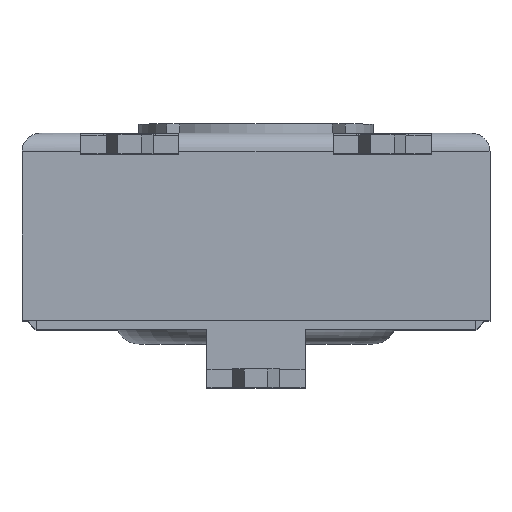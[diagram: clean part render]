
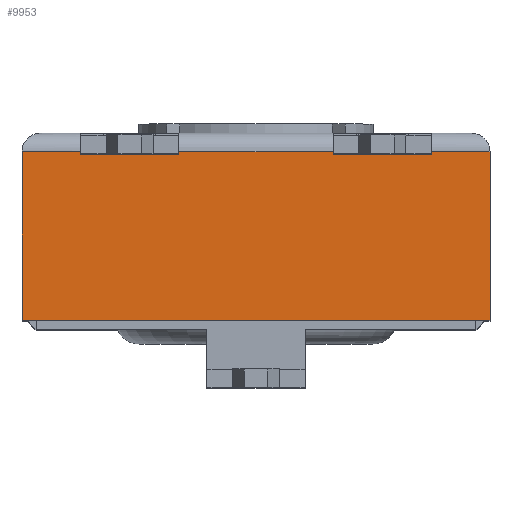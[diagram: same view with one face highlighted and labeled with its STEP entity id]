
A CAD part, top view. The second image highlights one B-rep face of the part: STEP entity #9953.
In plain terms, the highlighted planar face has unit normal (0, 0, 1).
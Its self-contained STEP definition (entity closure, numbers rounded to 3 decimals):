
#120 = DIRECTION ( 'NONE',  ( -1., 0., 0. ) ) ;
#121 = VECTOR ( 'NONE', #120, 1000. ) ;
#122 = CARTESIAN_POINT ( 'NONE',  ( -6.397, 3.55, 1.719 ) ) ;
#123 = LINE ( 'NONE', #122, #121 ) ;
#416 = CARTESIAN_POINT ( 'NONE',  ( 1.103, 3.6, 1.719 ) ) ;
#417 = DIRECTION ( 'NONE',  ( -1., 0., 0. ) ) ;
#418 = VECTOR ( 'NONE', #417, 1000. ) ;
#419 = CARTESIAN_POINT ( 'NONE',  ( -7.647, 3.6, 1.719 ) ) ;
#420 = LINE ( 'NONE', #419, #418 ) ;
#470 = DIRECTION ( 'NONE',  ( -1., 0., 0. ) ) ;
#471 = DIRECTION ( 'NONE',  ( 0., 0., -1. ) ) ;
#472 = CARTESIAN_POINT ( 'NONE',  ( -7.647, 4., 1.719 ) ) ;
#473 = AXIS2_PLACEMENT_3D ( 'NONE', #472, #471, #470 ) ;
#474 = PLANE ( 'NONE',  #473 ) ;
#489 = FACE_OUTER_BOUND ( 'NONE', #9999, .T. ) ;
#631 = VECTOR ( 'NONE', #690, 1000. ) ;
#632 = CARTESIAN_POINT ( 'NONE',  ( 2.353, 4., 1.719 ) ) ;
#633 = LINE ( 'NONE', #632, #631 ) ;
#634 = DIRECTION ( 'NONE',  ( 0., -1., 0. ) ) ;
#635 = VECTOR ( 'NONE', #634, 1000. ) ;
#636 = CARTESIAN_POINT ( 'NONE',  ( -7.647, 4., 1.719 ) ) ;
#637 = LINE ( 'NONE', #636, #635 ) ;
#638 = CARTESIAN_POINT ( 'NONE',  ( -7.647, 3.6, 1.719 ) ) ;
#639 = DIRECTION ( 'NONE',  ( -1., 0., 0. ) ) ;
#640 = VECTOR ( 'NONE', #639, 1000. ) ;
#641 = CARTESIAN_POINT ( 'NONE',  ( -7.647, 3.6, 1.719 ) ) ;
#642 = LINE ( 'NONE', #641, #640 ) ;
#643 = DIRECTION ( 'NONE',  ( -1., 0., 0. ) ) ;
#644 = VECTOR ( 'NONE', #643, 1000. ) ;
#645 = CARTESIAN_POINT ( 'NONE',  ( -7.647, 3.6, 1.719 ) ) ;
#646 = LINE ( 'NONE', #645, #644 ) ;
#647 = CARTESIAN_POINT ( 'NONE',  ( -0.997, 3.6, 1.719 ) ) ;
#648 = DIRECTION ( 'NONE',  ( 0., 1., 0. ) ) ;
#649 = VECTOR ( 'NONE', #648, 1000. ) ;
#650 = CARTESIAN_POINT ( 'NONE',  ( -0.997, 3.55, 1.719 ) ) ;
#651 = LINE ( 'NONE', #650, #649 ) ;
#652 = CARTESIAN_POINT ( 'NONE',  ( -0.997, 3.55, 1.719 ) ) ;
#653 = CARTESIAN_POINT ( 'NONE',  ( 1.103, 3.55, 1.719 ) ) ;
#654 = DIRECTION ( 'NONE',  ( -1., 0., 0. ) ) ;
#655 = VECTOR ( 'NONE', #654, 1000. ) ;
#656 = CARTESIAN_POINT ( 'NONE',  ( 1.103, 3.55, 1.719 ) ) ;
#657 = LINE ( 'NONE', #656, #655 ) ;
#689 = CARTESIAN_POINT ( 'NONE',  ( 2.353, 3.6, 1.719 ) ) ;
#690 = DIRECTION ( 'NONE',  ( 0., -1., 0. ) ) ;
#1365 = DIRECTION ( 'NONE',  ( 0., 1., 0. ) ) ;
#1366 = VECTOR ( 'NONE', #1365, 1000. ) ;
#1367 = CARTESIAN_POINT ( 'NONE',  ( 1.103, 3.55, 1.719 ) ) ;
#1368 = LINE ( 'NONE', #1367, #1366 ) ;
#4953 = CARTESIAN_POINT ( 'NONE',  ( -6.397, 3.55, 1.719 ) ) ;
#5417 = CARTESIAN_POINT ( 'NONE',  ( -4.297, 3.55, 1.719 ) ) ;
#5508 = CARTESIAN_POINT ( 'NONE',  ( -4.297, 3.6, 1.719 ) ) ;
#5510 = DIRECTION ( 'NONE',  ( 0., 1., 0. ) ) ;
#5511 = VECTOR ( 'NONE', #5510, 1000. ) ;
#5513 = CARTESIAN_POINT ( 'NONE',  ( -4.297, 3.55, 1.719 ) ) ;
#5514 = LINE ( 'NONE', #5513, #5511 ) ;
#5597 = CARTESIAN_POINT ( 'NONE',  ( -7.647, 0., 1.719 ) ) ;
#5598 = DIRECTION ( 'NONE',  ( 1., 0., 0. ) ) ;
#5599 = VECTOR ( 'NONE', #5598, 1000. ) ;
#5600 = CARTESIAN_POINT ( 'NONE',  ( -7.647, 0., 1.719 ) ) ;
#5601 = LINE ( 'NONE', #5600, #5599 ) ;
#5604 = CARTESIAN_POINT ( 'NONE',  ( 2.353, 0., 1.719 ) ) ;
#5720 = DIRECTION ( 'NONE',  ( 0., 1., 0. ) ) ;
#5722 = VECTOR ( 'NONE', #5720, 1000. ) ;
#5724 = CARTESIAN_POINT ( 'NONE',  ( -6.397, 3.55, 1.719 ) ) ;
#5725 = LINE ( 'NONE', #5724, #5722 ) ;
#5730 = CARTESIAN_POINT ( 'NONE',  ( -6.397, 3.6, 1.719 ) ) ;
#9517 = VERTEX_POINT ( 'NONE', #4953 ) ;
#9567 = VERTEX_POINT ( 'NONE', #5417 ) ;
#9573 = EDGE_CURVE ( 'NONE', #9567, #9574, #5514, .T. ) ;
#9574 = VERTEX_POINT ( 'NONE', #5508 ) ;
#9607 = VERTEX_POINT ( 'NONE', #5604 ) ;
#9609 = EDGE_CURVE ( 'NONE', #9610, #9607, #5601, .T. ) ;
#9610 = VERTEX_POINT ( 'NONE', #5597 ) ;
#9632 = VERTEX_POINT ( 'NONE', #5730 ) ;
#9634 = EDGE_CURVE ( 'NONE', #9517, #9632, #5725, .T. ) ;
#9821 = EDGE_CURVE ( 'NONE', #9567, #9517, #123, .T. ) ;
#9938 = ORIENTED_EDGE ( 'NONE', *, *, #9939, .T. ) ;
#9939 = EDGE_CURVE ( 'NONE', #10020, #9940, #420, .T. ) ;
#9940 = VERTEX_POINT ( 'NONE', #416 ) ;
#9941 = ORIENTED_EDGE ( 'NONE', *, *, #10226, .F. ) ;
#9953 = ADVANCED_FACE ( 'NONE', ( #489 ), #474, .F. ) ;
#9999 = EDGE_LOOP ( 'NONE', ( #10000, #10004, #10007, #10009, #10010, #10011, #10012, #10015, #10017, #10018, #9938, #9941 ) ) ;
#10000 = ORIENTED_EDGE ( 'NONE', *, *, #10001, .T. ) ;
#10001 = EDGE_CURVE ( 'NONE', #10002, #10003, #657, .T. ) ;
#10002 = VERTEX_POINT ( 'NONE', #653 ) ;
#10003 = VERTEX_POINT ( 'NONE', #652 ) ;
#10004 = ORIENTED_EDGE ( 'NONE', *, *, #10005, .T. ) ;
#10005 = EDGE_CURVE ( 'NONE', #10003, #10006, #651, .T. ) ;
#10006 = VERTEX_POINT ( 'NONE', #647 ) ;
#10007 = ORIENTED_EDGE ( 'NONE', *, *, #10008, .T. ) ;
#10008 = EDGE_CURVE ( 'NONE', #10006, #9574, #646, .T. ) ;
#10009 = ORIENTED_EDGE ( 'NONE', *, *, #9573, .F. ) ;
#10010 = ORIENTED_EDGE ( 'NONE', *, *, #9821, .T. ) ;
#10011 = ORIENTED_EDGE ( 'NONE', *, *, #9634, .T. ) ;
#10012 = ORIENTED_EDGE ( 'NONE', *, *, #10013, .T. ) ;
#10013 = EDGE_CURVE ( 'NONE', #9632, #10014, #642, .T. ) ;
#10014 = VERTEX_POINT ( 'NONE', #638 ) ;
#10015 = ORIENTED_EDGE ( 'NONE', *, *, #10016, .T. ) ;
#10016 = EDGE_CURVE ( 'NONE', #10014, #9610, #637, .T. ) ;
#10017 = ORIENTED_EDGE ( 'NONE', *, *, #9609, .T. ) ;
#10018 = ORIENTED_EDGE ( 'NONE', *, *, #10019, .F. ) ;
#10019 = EDGE_CURVE ( 'NONE', #10020, #9607, #633, .T. ) ;
#10020 = VERTEX_POINT ( 'NONE', #689 ) ;
#10226 = EDGE_CURVE ( 'NONE', #10002, #9940, #1368, .T. ) ;
